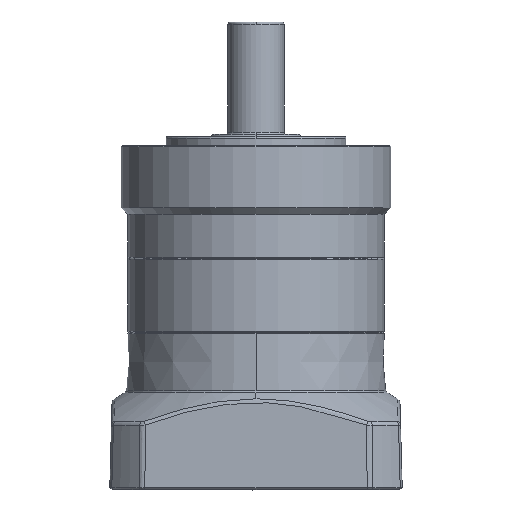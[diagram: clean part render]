
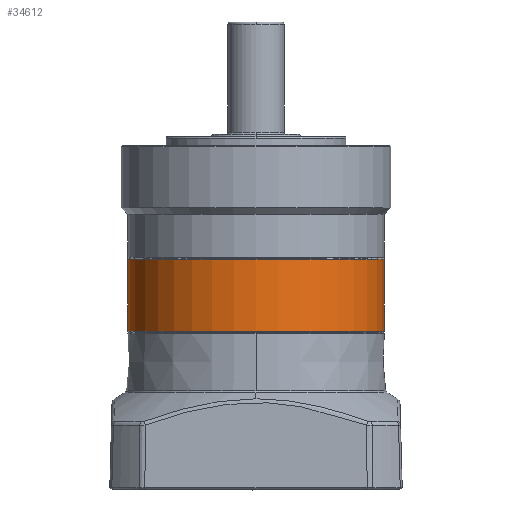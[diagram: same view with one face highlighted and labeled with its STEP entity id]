
A CAD part, front view. The second image highlights one B-rep face of the part: STEP entity #34612.
In plain terms, the highlighted cylindrical face has radius 57 mm (diameter 114 mm), a partial arc.
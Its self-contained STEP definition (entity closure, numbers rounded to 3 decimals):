
#3112 = CIRCLE ( 'NONE', #15891, 57. ) ;
#3870 = CYLINDRICAL_SURFACE ( 'NONE', #42875, 57. ) ;
#4137 = CARTESIAN_POINT ( 'NONE',  ( 57., 0., 32.5 ) ) ;
#4162 = AXIS2_PLACEMENT_3D ( 'NONE', #16681, #40846, #20175 ) ;
#4902 = DIRECTION ( 'NONE',  ( 1., 0., 0. ) ) ;
#4916 = DIRECTION ( 'NONE',  ( 0., 0., 1. ) ) ;
#4955 = CARTESIAN_POINT ( 'NONE',  ( 0., 0., 32.5 ) ) ;
#4998 = CIRCLE ( 'NONE', #4162, 57. ) ;
#5801 = CARTESIAN_POINT ( 'NONE',  ( 57., 0., 0.5 ) ) ;
#7439 = VERTEX_POINT ( 'NONE', #26601 ) ;
#8413 = CARTESIAN_POINT ( 'NONE',  ( 57., 0., 33. ) ) ;
#9435 = VERTEX_POINT ( 'NONE', #4137 ) ;
#9789 = DIRECTION ( 'NONE',  ( 0., 0., -1. ) ) ;
#9876 = CARTESIAN_POINT ( 'NONE',  ( 0., 0., 33. ) ) ;
#9883 = DIRECTION ( 'NONE',  ( -1., 0., 0. ) ) ;
#9924 = VERTEX_POINT ( 'NONE', #10091 ) ;
#10083 = VERTEX_POINT ( 'NONE', #5801 ) ;
#10091 = CARTESIAN_POINT ( 'NONE',  ( -57., 0., 32.5 ) ) ;
#11905 = DIRECTION ( 'NONE',  ( 0., 0., -1. ) ) ;
#12229 = ORIENTED_EDGE ( 'NONE', *, *, #44417, .F. ) ;
#12773 = ORIENTED_EDGE ( 'NONE', *, *, #32233, .F. ) ;
#15891 = AXIS2_PLACEMENT_3D ( 'NONE', #4955, #4916, #4902 ) ;
#16681 = CARTESIAN_POINT ( 'NONE',  ( 0., 0., 0.5 ) ) ;
#20175 = DIRECTION ( 'NONE',  ( -1., 0., 0. ) ) ;
#23771 = EDGE_CURVE ( 'NONE', #9924, #7439, #44358, .T. ) ;
#26457 = ORIENTED_EDGE ( 'NONE', *, *, #23771, .T. ) ;
#26601 = CARTESIAN_POINT ( 'NONE',  ( -57., 0., 0.5 ) ) ;
#27620 = CARTESIAN_POINT ( 'NONE',  ( -57., 0., 33. ) ) ;
#27733 = DIRECTION ( 'NONE',  ( 0., 0., -1. ) ) ;
#30774 = EDGE_LOOP ( 'NONE', ( #12229, #12773, #26457, #33542 ) ) ;
#32233 = EDGE_CURVE ( 'NONE', #9924, #9435, #3112, .T. ) ;
#32667 = LINE ( 'NONE', #8413, #32803 ) ;
#32803 = VECTOR ( 'NONE', #11905, 1000. ) ;
#33542 = ORIENTED_EDGE ( 'NONE', *, *, #39357, .T. ) ;
#34612 = ADVANCED_FACE ( 'NONE', ( #44431 ), #3870, .T. ) ;
#39357 = EDGE_CURVE ( 'NONE', #7439, #10083, #4998, .T. ) ;
#40846 = DIRECTION ( 'NONE',  ( 0., 0., 1. ) ) ;
#42875 = AXIS2_PLACEMENT_3D ( 'NONE', #9876, #9789, #9883 ) ;
#43516 = VECTOR ( 'NONE', #27733, 1000. ) ;
#44358 = LINE ( 'NONE', #27620, #43516 ) ;
#44417 = EDGE_CURVE ( 'NONE', #9435, #10083, #32667, .T. ) ;
#44431 = FACE_OUTER_BOUND ( 'NONE', #30774, .T. ) ;
